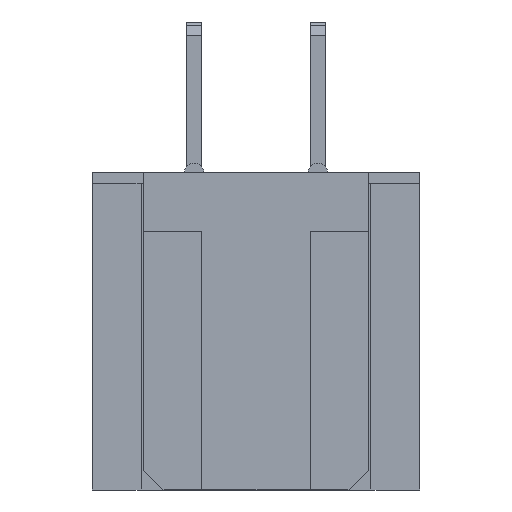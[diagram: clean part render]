
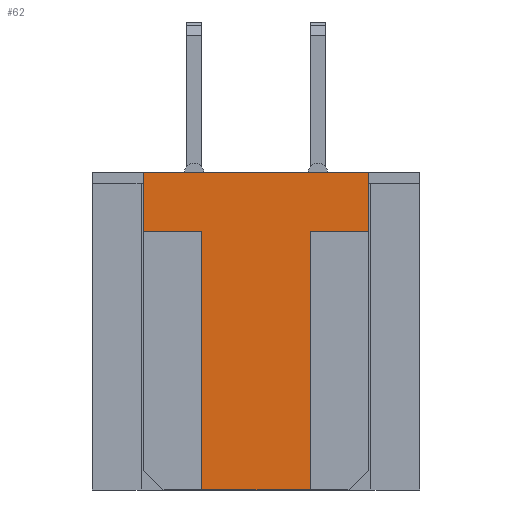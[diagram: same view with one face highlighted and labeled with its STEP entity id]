
A CAD part, left-side view. The second image highlights one B-rep face of the part: STEP entity #62.
In plain terms, the highlighted planar face has unit normal (-1, 0, 0).
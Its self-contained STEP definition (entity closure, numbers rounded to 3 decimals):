
#62=ADVANCED_FACE('',(#1593),#1594,.T.);
#1593=FACE_OUTER_BOUND('',#4755,.T.);
#1594=PLANE('',#4756);
#4755=EDGE_LOOP('',(#8245,#8246,#8247,#8248,#8249,#8250,#8251,#8252));
#4756=AXIS2_PLACEMENT_3D('',#8253,#8254,#8255);
#8245=ORIENTED_EDGE('',*,*,#20007,.T.);
#8246=ORIENTED_EDGE('',*,*,#20036,.T.);
#8247=ORIENTED_EDGE('',*,*,#20029,.T.);
#8248=ORIENTED_EDGE('',*,*,#20037,.F.);
#8249=ORIENTED_EDGE('',*,*,#19689,.F.);
#8250=ORIENTED_EDGE('',*,*,#20035,.T.);
#8251=ORIENTED_EDGE('',*,*,#20027,.T.);
#8252=ORIENTED_EDGE('',*,*,#20038,.F.);
#8253=CARTESIAN_POINT('',(-23.48,1.11,-0.2));
#8254=DIRECTION('',(-1.0,0.0,0.0));
#8255=DIRECTION('',(0.0,0.0,1.0));
#19689=EDGE_CURVE('',#23464,#23466,#23467,.T.);
#20007=EDGE_CURVE('',#24095,#24093,#24096,.T.);
#20027=EDGE_CURVE('',#24131,#24129,#24132,.T.);
#20029=EDGE_CURVE('',#24134,#24135,#24136,.T.);
#20035=EDGE_CURVE('',#23464,#24131,#24143,.T.);
#20036=EDGE_CURVE('',#24093,#24134,#24144,.T.);
#20037=EDGE_CURVE('',#23466,#24135,#24145,.T.);
#20038=EDGE_CURVE('',#24095,#24129,#24146,.T.);
#23464=VERTEX_POINT('',#29703);
#23466=VERTEX_POINT('',#29706);
#23467=LINE('',#29707,#29708);
#24093=VERTEX_POINT('',#30650);
#24095=VERTEX_POINT('',#30653);
#24096=LINE('',#30654,#30655);
#24129=VERTEX_POINT('',#30706);
#24131=VERTEX_POINT('',#30709);
#24132=LINE('',#30710,#30711);
#24134=VERTEX_POINT('',#30714);
#24135=VERTEX_POINT('',#30715);
#24136=LINE('',#30716,#30717);
#24143=LINE('',#30729,#30730);
#24144=LINE('',#30731,#30732);
#24145=LINE('',#30733,#30734);
#24146=LINE('',#30735,#30736);
#29703=CARTESIAN_POINT('',(-23.48,2.31,-0.2));
#29706=CARTESIAN_POINT('',(-23.48,-2.31,-0.2));
#29707=CARTESIAN_POINT('',(-23.48,2.31,-0.2));
#29708=VECTOR('',#40765,4.62);
#30650=CARTESIAN_POINT('',(-23.48,-1.11,-6.7));
#30653=CARTESIAN_POINT('',(-23.48,1.11,-6.7));
#30654=CARTESIAN_POINT('',(-23.48,1.11,-6.7));
#30655=VECTOR('',#41083,2.22);
#30706=CARTESIAN_POINT('',(-23.48,1.11,-1.4));
#30709=CARTESIAN_POINT('',(-23.48,2.31,-1.4));
#30710=CARTESIAN_POINT('',(-23.48,2.31,-1.4));
#30711=VECTOR('',#41103,1.2);
#30714=CARTESIAN_POINT('',(-23.48,-1.11,-1.4));
#30715=CARTESIAN_POINT('',(-23.48,-2.31,-1.4));
#30716=CARTESIAN_POINT('',(-23.48,-1.11,-1.4));
#30717=VECTOR('',#41105,1.2);
#30729=CARTESIAN_POINT('',(-23.48,2.31,-0.2));
#30730=VECTOR('',#41111,1.2);
#30731=CARTESIAN_POINT('',(-23.48,-1.11,-6.7));
#30732=VECTOR('',#41112,5.3);
#30733=CARTESIAN_POINT('',(-23.48,-2.31,-0.2));
#30734=VECTOR('',#41113,1.2);
#30735=CARTESIAN_POINT('',(-23.48,1.11,-6.7));
#30736=VECTOR('',#41114,5.3);
#40765=DIRECTION('',(0.0,-1.0,0.0));
#41083=DIRECTION('',(0.0,-1.0,0.0));
#41103=DIRECTION('',(0.0,-1.0,0.0));
#41105=DIRECTION('',(0.0,-1.0,0.0));
#41111=DIRECTION('',(0.0,0.0,-1.0));
#41112=DIRECTION('',(0.0,0.0,1.0));
#41113=DIRECTION('',(0.0,0.0,-1.0));
#41114=DIRECTION('',(0.0,0.0,1.0));
